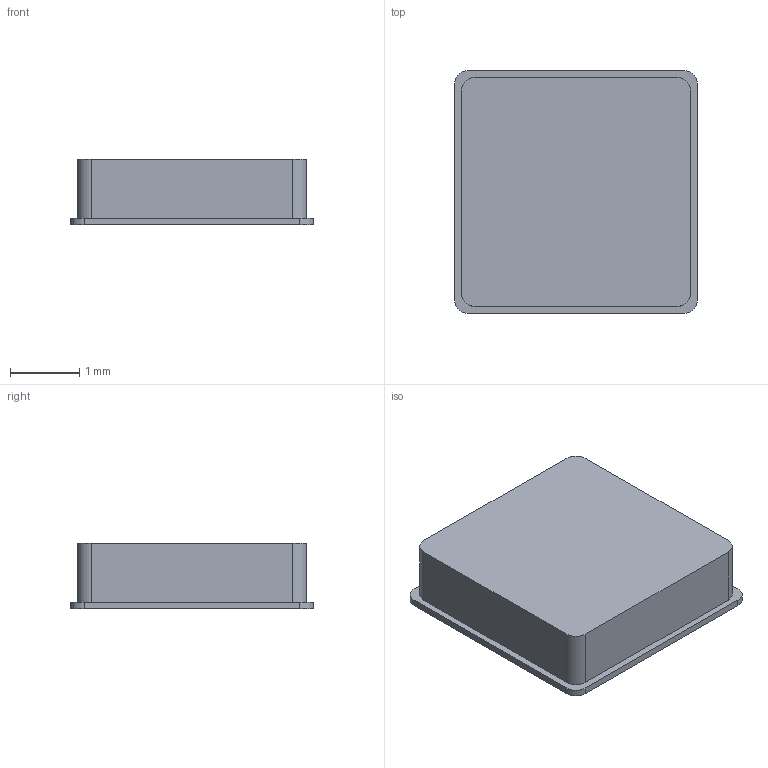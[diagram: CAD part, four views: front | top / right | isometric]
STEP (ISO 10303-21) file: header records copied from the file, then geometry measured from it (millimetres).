
FILE_DESCRIPTION(('FreeCAD Model'),'2;1');
FILE_SCHEMA(('AUTOMOTIVE_DESIGN { 1 0 10303 214 1 1 1 1 }'));
Length unit declared in the file: millimetre
Products named in the file (1): Group
Bounding box: 3.5 x 3.5 x 0.95 mm (x, y, z)
Volume: 10.4 mm3; surface area: 36.7 mm2
Topology: 1 solids, 1 shells, 20 faces, 56 edges, 40 vertices
Faces by surface type: plane 12, cylinder 8
Entity records: 816 total; most frequent: DIRECTION 118, CARTESIAN_POINT 117, ORIENTED_EDGE 112, EDGE_CURVE 56, AXIS2_PLACEMENT_3D 41, VERTEX_POINT 40, LINE 36, VECTOR 36
